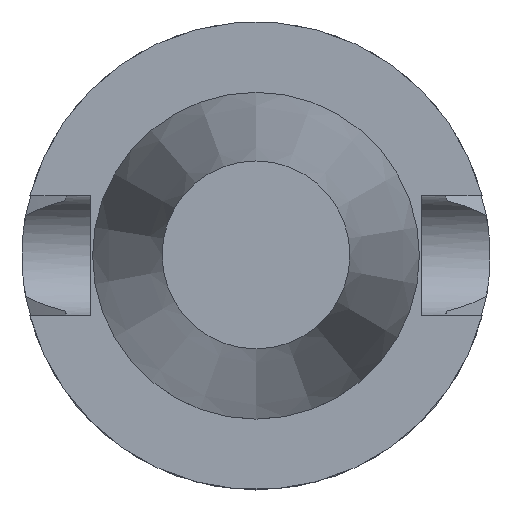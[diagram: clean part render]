
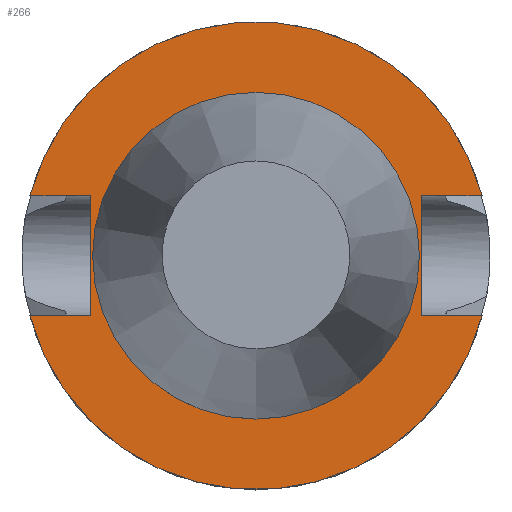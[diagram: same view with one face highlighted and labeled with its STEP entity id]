
A CAD part, top view. The second image highlights one B-rep face of the part: STEP entity #266.
In plain terms, the highlighted planar face has unit normal (0, 0, 1).
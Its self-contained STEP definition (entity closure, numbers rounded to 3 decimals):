
#123=EDGE_CURVE('240[2]',#362,#363,#364,.T.);
#125=EDGE_CURVE('240[2]',#366,#367,#368,.T.);
#131=EDGE_CURVE('240[2]',#377,#378,#379,.T.);
#133=EDGE_CURVE('240[2]',#378,#381,#382,.T.);
#150=EDGE_CURVE('240[2]',#367,#362,#409,.T.);
#178=EDGE_CURVE('240[2]',#411,#377,#451,.T.);
#192=EDGE_CURVE('240[2]',#472,#472,#473,.T.);
#253=EDGE_CURVE('240[2]',#381,#366,#557,.T.);
#259=EDGE_CURVE('240[2]',#363,#411,#564,.T.);
#266=ADVANCED_FACE('240[2]',(#572,#573),#574,.T.);
#362=VERTEX_POINT('',#682);
#363=VERTEX_POINT('',#683);
#364=LINE('',#684,#685);
#366=VERTEX_POINT('',#688);
#367=VERTEX_POINT('',#689);
#368=CIRCLE('',#690,50.0);
#377=VERTEX_POINT('',#702);
#378=VERTEX_POINT('',#703);
#379=LINE('',#704,#705);
#381=VERTEX_POINT('',#708);
#382=LINE('',#709,#710);
#409=LINE('',#827,#828);
#411=VERTEX_POINT('',#831);
#451=CIRCLE('',#901,50.0);
#472=VERTEX_POINT('',#940);
#473=CIRCLE('',#941,34.925);
#557=LINE('',#1194,#1195);
#564=LINE('',#1214,#1215);
#572=FACE_OUTER_BOUND('',#1226,.T.);
#573=FACE_BOUND('',#1227,.T.);
#574=PLANE('',#1228);
#682=CARTESIAN_POINT('',(35.4,-12.85,-1.5));
#683=CARTESIAN_POINT('',(35.4,12.85,-1.5));
#684=CARTESIAN_POINT('',(35.4,21.231,-1.5));
#685=VECTOR('',#1386,1.0);
#688=CARTESIAN_POINT('',(-48.321,-12.85,-1.5));
#689=CARTESIAN_POINT('',(48.321,-12.85,-1.5));
#690=AXIS2_PLACEMENT_3D('',#1387,#1388,#1389);
#702=CARTESIAN_POINT('',(-48.321,12.85,-1.5));
#703=CARTESIAN_POINT('',(-35.4,12.85,-1.5));
#704=CARTESIAN_POINT('',(-17.7,12.85,-1.5));
#705=VECTOR('',#1396,1.0);
#708=CARTESIAN_POINT('',(-35.4,-12.85,-1.5));
#709=CARTESIAN_POINT('',(-35.4,14.806,-1.5));
#710=VECTOR('',#1397,1.0);
#827=CARTESIAN_POINT('',(17.7,-12.85,-1.5));
#828=VECTOR('',#1425,1.0);
#831=CARTESIAN_POINT('',(48.321,12.85,-1.5));
#901=AXIS2_PLACEMENT_3D('',#1473,#1474,#1475);
#940=CARTESIAN_POINT('',(0.,34.925,-1.5));
#941=AXIS2_PLACEMENT_3D('',#1492,#1493,#1494);
#1194=CARTESIAN_POINT('',(-17.7,-12.85,-1.5));
#1195=VECTOR('',#1582,1.0);
#1214=CARTESIAN_POINT('',(17.7,12.85,-1.5));
#1215=VECTOR('',#1586,1.0);
#1226=EDGE_LOOP('',(#1594,#1595,#1596,#1597,#1598,#1599,#1600,#1601));
#1227=EDGE_LOOP('',(#1602));
#1228=AXIS2_PLACEMENT_3D('',#1603,#1604,#1605);
#1386=DIRECTION('',(-0.0,1.0,0.));
#1387=CARTESIAN_POINT('',(0.,0.,-1.5));
#1388=DIRECTION('',(0.,0.,1.0));
#1389=DIRECTION('',(0.,1.0,0.));
#1396=DIRECTION('',(1.0,0.0,0.));
#1397=DIRECTION('',(-0.0,-1.0,0.));
#1425=DIRECTION('',(-1.0,0.0,0.));
#1473=CARTESIAN_POINT('',(0.,0.,-1.5));
#1474=DIRECTION('',(0.,0.,1.0));
#1475=DIRECTION('',(0.,1.0,0.));
#1492=CARTESIAN_POINT('',(0.,0.,-1.5));
#1493=DIRECTION('',(0.,0.,1.0));
#1494=DIRECTION('',(0.,1.0,0.));
#1582=DIRECTION('',(-1.0,0.0,0.));
#1586=DIRECTION('',(1.0,0.0,0.));
#1594=ORIENTED_EDGE('',*,*,#253,.T.);
#1595=ORIENTED_EDGE('',*,*,#125,.T.);
#1596=ORIENTED_EDGE('',*,*,#150,.T.);
#1597=ORIENTED_EDGE('',*,*,#123,.T.);
#1598=ORIENTED_EDGE('',*,*,#259,.T.);
#1599=ORIENTED_EDGE('',*,*,#178,.T.);
#1600=ORIENTED_EDGE('',*,*,#131,.T.);
#1601=ORIENTED_EDGE('',*,*,#133,.T.);
#1602=ORIENTED_EDGE('',*,*,#192,.F.);
#1603=CARTESIAN_POINT('',(0.,42.463,-1.5));
#1604=DIRECTION('',(0.,0.,1.0));
#1605=DIRECTION('',(1.0,0.,0.0));
